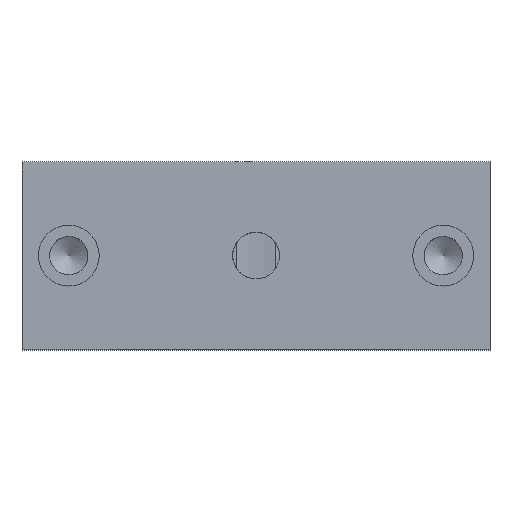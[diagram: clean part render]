
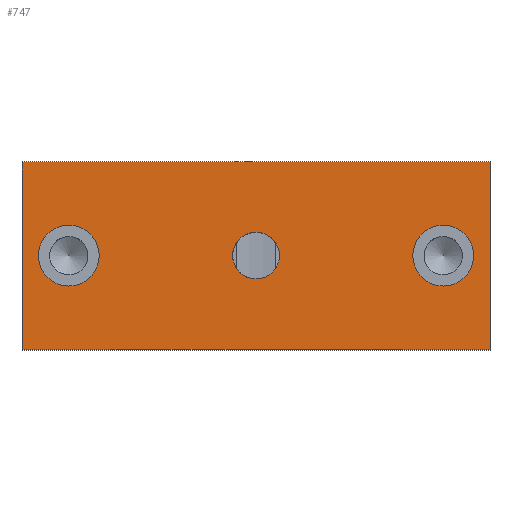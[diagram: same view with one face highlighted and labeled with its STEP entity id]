
A CAD part, top view. The second image highlights one B-rep face of the part: STEP entity #747.
In plain terms, the highlighted planar face has unit normal (0, 0, 1).
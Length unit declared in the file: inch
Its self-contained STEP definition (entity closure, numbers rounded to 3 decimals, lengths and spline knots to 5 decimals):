
#38=PLANE('',#843);
#49=FACE_BOUND('',#153,.T.);
#50=FACE_BOUND('',#154,.T.);
#51=FACE_BOUND('',#155,.T.);
#100=FACE_OUTER_BOUND('',#152,.T.);
#152=EDGE_LOOP('',(#679,#680,#681,#682));
#153=EDGE_LOOP('',(#683));
#154=EDGE_LOOP('',(#684));
#155=EDGE_LOOP('',(#685));
#195=LINE('',#1336,#252);
#203=LINE('',#1351,#260);
#204=LINE('',#1354,#261);
#206=LINE('',#1357,#263);
#252=VECTOR('',#1003,0.3937);
#260=VECTOR('',#1017,0.3937);
#261=VECTOR('',#1020,0.3937);
#263=VECTOR('',#1024,0.3937);
#294=CIRCLE('',#810,0.125);
#304=CIRCLE('',#833,0.1625);
#308=CIRCLE('',#841,0.1625);
#354=VERTEX_POINT('',#1283);
#360=VERTEX_POINT('',#1333);
#361=VERTEX_POINT('',#1335);
#365=VERTEX_POINT('',#1349);
#366=VERTEX_POINT('',#1353);
#371=VERTEX_POINT('',#1369);
#376=VERTEX_POINT('',#1385);
#440=EDGE_CURVE('',#354,#354,#294,.T.);
#454=EDGE_CURVE('',#361,#360,#195,.T.);
#462=EDGE_CURVE('',#360,#365,#203,.T.);
#463=EDGE_CURVE('',#366,#361,#204,.T.);
#465=EDGE_CURVE('',#365,#366,#206,.T.);
#470=EDGE_CURVE('',#371,#371,#304,.T.);
#477=EDGE_CURVE('',#376,#376,#308,.T.);
#679=ORIENTED_EDGE('',*,*,#463,.T.);
#680=ORIENTED_EDGE('',*,*,#454,.T.);
#681=ORIENTED_EDGE('',*,*,#462,.T.);
#682=ORIENTED_EDGE('',*,*,#465,.T.);
#683=ORIENTED_EDGE('',*,*,#470,.T.);
#684=ORIENTED_EDGE('',*,*,#477,.T.);
#685=ORIENTED_EDGE('',*,*,#440,.T.);
#747=ADVANCED_FACE('',(#100,#49,#50,#51),#38,.T.);
#810=AXIS2_PLACEMENT_3D('',#1284,#974,#975);
#833=AXIS2_PLACEMENT_3D('',#1370,#1038,#1039);
#841=AXIS2_PLACEMENT_3D('',#1386,#1057,#1058);
#843=AXIS2_PLACEMENT_3D('',#1390,#1063,#1064);
#974=DIRECTION('center_axis',(0.,0.,-1.));
#975=DIRECTION('ref_axis',(-1.,0.,0.));
#1003=DIRECTION('',(-1.,0.,0.));
#1017=DIRECTION('',(0.,-1.,0.));
#1020=DIRECTION('',(0.,1.,0.));
#1024=DIRECTION('',(1.,0.,0.));
#1038=DIRECTION('center_axis',(0.,0.,-1.));
#1039=DIRECTION('ref_axis',(1.,0.,0.));
#1057=DIRECTION('center_axis',(0.,0.,-1.));
#1058=DIRECTION('ref_axis',(1.,0.,0.));
#1063=DIRECTION('center_axis',(0.,0.,1.));
#1064=DIRECTION('ref_axis',(1.,0.,0.));
#1283=CARTESIAN_POINT('',(0.125,0.,2.5));
#1284=CARTESIAN_POINT('Origin',(0.,0.,2.5));
#1333=CARTESIAN_POINT('',(-1.25,0.5,2.5));
#1335=CARTESIAN_POINT('',(1.25,0.5,2.5));
#1336=CARTESIAN_POINT('',(1.25,0.5,2.5));
#1349=CARTESIAN_POINT('',(-1.25,-0.5,2.5));
#1351=CARTESIAN_POINT('',(-1.25,0.5,2.5));
#1353=CARTESIAN_POINT('',(1.25,-0.5,2.5));
#1354=CARTESIAN_POINT('',(1.25,-0.5,2.5));
#1357=CARTESIAN_POINT('',(-1.25,-0.5,2.5));
#1369=CARTESIAN_POINT('',(-1.1625,0.,2.5));
#1370=CARTESIAN_POINT('Origin',(-1.,0.,2.5));
#1385=CARTESIAN_POINT('',(0.8375,0.,2.5));
#1386=CARTESIAN_POINT('Origin',(1.,0.,2.5));
#1390=CARTESIAN_POINT('Origin',(0.,0.,2.5));
